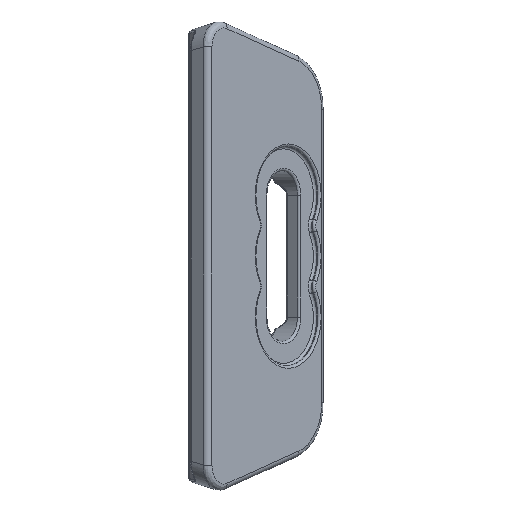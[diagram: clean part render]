
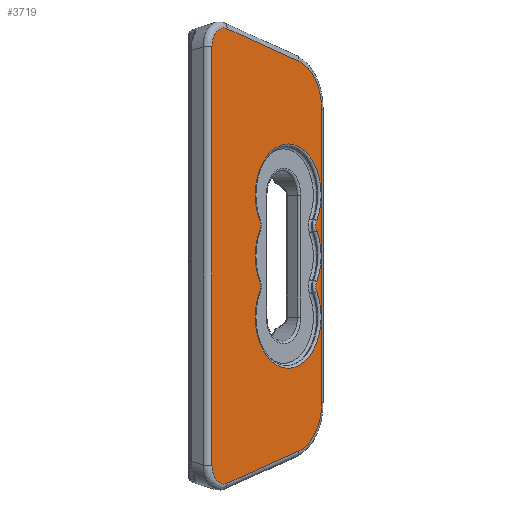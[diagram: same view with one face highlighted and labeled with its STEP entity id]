
A CAD part, top view. The second image highlights one B-rep face of the part: STEP entity #3719.
In plain terms, the highlighted planar face has unit normal (0.766, 0, 0.643).
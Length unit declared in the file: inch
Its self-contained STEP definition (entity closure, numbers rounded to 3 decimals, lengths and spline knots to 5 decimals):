
#204=ELLIPSE('',#4229,0.07719,0.075);
#205=ELLIPSE('',#4230,0.20583,0.2);
#206=ELLIPSE('',#4231,0.20583,0.2);
#207=ELLIPSE('',#4232,0.07719,0.075);
#276=FACE_BOUND('',#1191,.T.);
#305=PLANE('',#4228);
#463=LINE('',#8172,#623);
#464=LINE('',#8176,#624);
#465=LINE('',#8180,#625);
#466=LINE('',#8184,#626);
#623=VECTOR('',#5372,0.3937);
#624=VECTOR('',#5375,0.3937);
#625=VECTOR('',#5378,0.3937);
#626=VECTOR('',#5381,0.3937);
#936=FACE_OUTER_BOUND('',#1190,.T.);
#1190=EDGE_LOOP('',(#3296,#3297,#3298,#3299,#3300,#3301,#3302,#3303));
#1191=EDGE_LOOP('',(#3304,#3305,#3306,#3307,#3308,#3309,#3310,#3311));
#1438=CIRCLE('',#4200,0.04);
#1441=CIRCLE('',#4204,0.21);
#1443=CIRCLE('',#4207,0.04);
#1446=CIRCLE('',#4211,0.21);
#1449=CIRCLE('',#4215,0.04);
#1452=CIRCLE('',#4219,0.21);
#1455=CIRCLE('',#4223,0.04);
#1456=CIRCLE('',#4225,0.21);
#1758=VERTEX_POINT('',#8127);
#1759=VERTEX_POINT('',#8129);
#1760=VERTEX_POINT('',#8133);
#1761=VERTEX_POINT('',#8137);
#1762=VERTEX_POINT('',#8141);
#1764=VERTEX_POINT('',#8147);
#1766=VERTEX_POINT('',#8153);
#1768=VERTEX_POINT('',#8159);
#1769=VERTEX_POINT('',#8170);
#1770=VERTEX_POINT('',#8171);
#1771=VERTEX_POINT('',#8173);
#1772=VERTEX_POINT('',#8175);
#1773=VERTEX_POINT('',#8177);
#1774=VERTEX_POINT('',#8179);
#1775=VERTEX_POINT('',#8181);
#1776=VERTEX_POINT('',#8183);
#2283=EDGE_CURVE('',#1758,#1759,#1438,.T.);
#2286=EDGE_CURVE('',#1759,#1760,#1441,.T.);
#2288=EDGE_CURVE('',#1760,#1761,#1443,.T.);
#2291=EDGE_CURVE('',#1761,#1762,#1446,.T.);
#2294=EDGE_CURVE('',#1762,#1764,#1449,.T.);
#2297=EDGE_CURVE('',#1764,#1766,#1452,.T.);
#2300=EDGE_CURVE('',#1766,#1768,#1455,.T.);
#2301=EDGE_CURVE('',#1768,#1758,#1456,.T.);
#2304=EDGE_CURVE('',#1769,#1770,#463,.T.);
#2305=EDGE_CURVE('',#1771,#1769,#204,.T.);
#2306=EDGE_CURVE('',#1772,#1771,#464,.T.);
#2307=EDGE_CURVE('',#1773,#1772,#205,.T.);
#2308=EDGE_CURVE('',#1774,#1773,#465,.T.);
#2309=EDGE_CURVE('',#1775,#1774,#206,.T.);
#2310=EDGE_CURVE('',#1776,#1775,#466,.T.);
#2311=EDGE_CURVE('',#1770,#1776,#207,.T.);
#3296=ORIENTED_EDGE('',*,*,#2304,.F.);
#3297=ORIENTED_EDGE('',*,*,#2305,.F.);
#3298=ORIENTED_EDGE('',*,*,#2306,.F.);
#3299=ORIENTED_EDGE('',*,*,#2307,.F.);
#3300=ORIENTED_EDGE('',*,*,#2308,.F.);
#3301=ORIENTED_EDGE('',*,*,#2309,.F.);
#3302=ORIENTED_EDGE('',*,*,#2310,.F.);
#3303=ORIENTED_EDGE('',*,*,#2311,.F.);
#3304=ORIENTED_EDGE('',*,*,#2283,.F.);
#3305=ORIENTED_EDGE('',*,*,#2301,.F.);
#3306=ORIENTED_EDGE('',*,*,#2300,.F.);
#3307=ORIENTED_EDGE('',*,*,#2297,.F.);
#3308=ORIENTED_EDGE('',*,*,#2294,.F.);
#3309=ORIENTED_EDGE('',*,*,#2291,.F.);
#3310=ORIENTED_EDGE('',*,*,#2288,.F.);
#3311=ORIENTED_EDGE('',*,*,#2286,.F.);
#3719=ADVANCED_FACE('',(#936,#276),#305,.T.);
#4200=AXIS2_PLACEMENT_3D('',#8130,#5312,#5313);
#4204=AXIS2_PLACEMENT_3D('',#8135,#5320,#5321);
#4207=AXIS2_PLACEMENT_3D('',#8139,#5326,#5327);
#4211=AXIS2_PLACEMENT_3D('',#8145,#5334,#5335);
#4215=AXIS2_PLACEMENT_3D('',#8151,#5342,#5343);
#4219=AXIS2_PLACEMENT_3D('',#8157,#5350,#5351);
#4223=AXIS2_PLACEMENT_3D('',#8162,#5358,#5359);
#4225=AXIS2_PLACEMENT_3D('',#8164,#5362,#5363);
#4228=AXIS2_PLACEMENT_3D('',#8169,#5370,#5371);
#4229=AXIS2_PLACEMENT_3D('',#8174,#5373,#5374);
#4230=AXIS2_PLACEMENT_3D('',#8178,#5376,#5377);
#4231=AXIS2_PLACEMENT_3D('',#8182,#5379,#5380);
#4232=AXIS2_PLACEMENT_3D('',#8185,#5382,#5383);
#5312=DIRECTION('center_axis',(-0.766,0.,-0.643));
#5313=DIRECTION('ref_axis',(0.643,0.,-0.766));
#5320=DIRECTION('center_axis',(0.766,0.,0.643));
#5321=DIRECTION('ref_axis',(0.,-1.,0.));
#5326=DIRECTION('center_axis',(-0.766,0.,-0.643));
#5327=DIRECTION('ref_axis',(-0.643,0.,0.766));
#5334=DIRECTION('center_axis',(0.766,0.,0.643));
#5335=DIRECTION('ref_axis',(0.643,0.,-0.766));
#5342=DIRECTION('center_axis',(-0.766,0.,-0.643));
#5343=DIRECTION('ref_axis',(-0.643,0.,0.766));
#5350=DIRECTION('center_axis',(0.766,0.,0.643));
#5351=DIRECTION('ref_axis',(0.,1.,0.));
#5358=DIRECTION('center_axis',(-0.766,0.,-0.643));
#5359=DIRECTION('ref_axis',(0.643,0.,-0.766));
#5362=DIRECTION('center_axis',(0.766,0.,0.643));
#5363=DIRECTION('ref_axis',(-0.643,0.,0.766));
#5370=DIRECTION('center_axis',(0.766,0.,0.643));
#5371=DIRECTION('ref_axis',(0.643,0.,-0.766));
#5372=DIRECTION('',(0.,1.,0.));
#5373=DIRECTION('center_axis',(-0.766,0.,-0.643));
#5374=DIRECTION('ref_axis',(0.,-1.,0.));
#5375=DIRECTION('',(-0.617,-0.278,0.736));
#5376=DIRECTION('center_axis',(-0.766,0.,-0.643));
#5377=DIRECTION('ref_axis',(0.,-1.,0.));
#5378=DIRECTION('',(0.,-1.,0.));
#5379=DIRECTION('center_axis',(-0.766,0.,-0.643));
#5380=DIRECTION('ref_axis',(0.,1.,0.));
#5381=DIRECTION('',(0.617,-0.278,-0.736));
#5382=DIRECTION('center_axis',(-0.766,0.,-0.643));
#5383=DIRECTION('ref_axis',(0.,1.,0.));
#8127=CARTESIAN_POINT('',(-0.19354,-0.105,0.38622));
#8129=CARTESIAN_POINT('',(-0.19354,-0.145,0.38622));
#8130=CARTESIAN_POINT('Origin',(-0.2158,-0.125,0.41276));
#8133=CARTESIAN_POINT('',(0.04027,-0.145,0.10758));
#8135=CARTESIAN_POINT('Origin',(-0.07663,-0.25,
0.2469));
#8137=CARTESIAN_POINT('',(0.04027,-0.105,0.10758));
#8139=CARTESIAN_POINT('Origin',(0.06253,-0.125,0.08105));
#8141=CARTESIAN_POINT('',(0.04027,0.105,0.10758));
#8145=CARTESIAN_POINT('Origin',(-0.07663,0.,
0.2469));
#8147=CARTESIAN_POINT('',(0.04027,0.145,0.10758));
#8151=CARTESIAN_POINT('Origin',(0.06253,0.125,0.08105));
#8153=CARTESIAN_POINT('',(-0.19354,0.145,0.38622));
#8157=CARTESIAN_POINT('Origin',(-0.07663,0.25,0.2469));
#8159=CARTESIAN_POINT('',(-0.19354,0.105,0.38622));
#8162=CARTESIAN_POINT('Origin',(-0.2158,0.125,0.41276));
#8164=CARTESIAN_POINT('Origin',(-0.07663,0.,
0.2469));
#8169=CARTESIAN_POINT('Origin',(-0.40549,0.,0.63881));
#8170=CARTESIAN_POINT('',(-0.38942,-0.85801,0.61966));
#8171=CARTESIAN_POINT('',(-0.38942,0.85801,0.61966));
#8172=CARTESIAN_POINT('',(-0.38942,0.,0.61966));
#8173=CARTESIAN_POINT('',(-0.32814,-0.93231,0.54663));
#8174=CARTESIAN_POINT('Origin',(-0.34121,-0.85801,0.56221));
#8175=CARTESIAN_POINT('',(-0.03317,-0.79929,0.1951));
#8176=CARTESIAN_POINT('',(-0.24791,-0.89613,0.45102));
#8177=CARTESIAN_POINT('',(0.06053,-0.60117,0.08343));
#8178=CARTESIAN_POINT('Origin',(-0.06802,-0.60117,
0.23664));
#8179=CARTESIAN_POINT('',(0.06053,0.60117,0.08343));
#8180=CARTESIAN_POINT('',(0.06053,0.,0.08343));
#8181=CARTESIAN_POINT('',(-0.03317,0.79929,0.1951));
#8182=CARTESIAN_POINT('Origin',(-0.06802,0.60117,0.23664));
#8183=CARTESIAN_POINT('',(-0.32814,0.93231,0.54663));
#8184=CARTESIAN_POINT('',(-0.07637,0.81877,0.24659));
#8185=CARTESIAN_POINT('Origin',(-0.34121,0.85801,0.56221));
